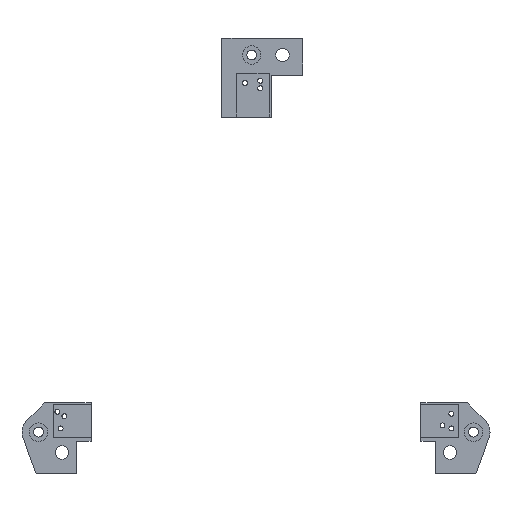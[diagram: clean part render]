
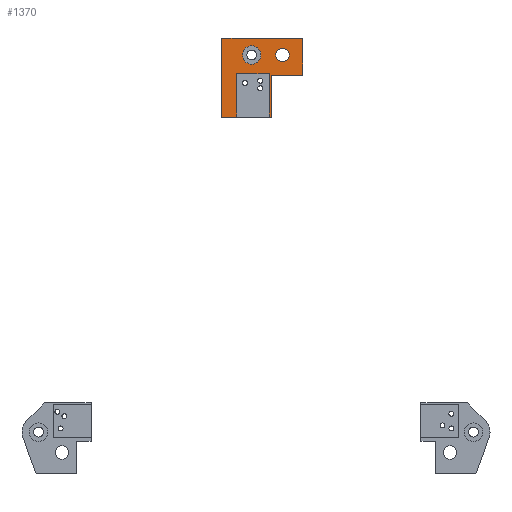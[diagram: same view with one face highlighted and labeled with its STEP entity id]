
A CAD part, top view. The second image highlights one B-rep face of the part: STEP entity #1370.
In plain terms, the highlighted planar face has unit normal (0, 0, 1).
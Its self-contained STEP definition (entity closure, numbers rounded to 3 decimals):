
#106=FACE_BOUND('',#334,.T.);
#107=FACE_BOUND('',#335,.T.);
#154=PLANE('',#1577);
#225=FACE_OUTER_BOUND('',#333,.T.);
#333=EDGE_LOOP('',(#1252,#1253,#1254,#1255,#1256,#1257,#1258,#1259,#1260,
#1261));
#334=EDGE_LOOP('',(#1262));
#335=EDGE_LOOP('',(#1263));
#441=LINE('',#2320,#563);
#444=LINE('',#2325,#566);
#446=LINE('',#2330,#568);
#449=LINE('',#2335,#571);
#452=LINE('',#2346,#574);
#454=LINE('',#2350,#576);
#456=LINE('',#2354,#578);
#458=LINE('',#2358,#580);
#460=LINE('',#2360,#582);
#461=LINE('',#2362,#583);
#563=VECTOR('',#1925,10.);
#566=VECTOR('',#1930,10.);
#568=VECTOR('',#1934,10.);
#571=VECTOR('',#1939,10.);
#574=VECTOR('',#1952,10.);
#576=VECTOR('',#1956,10.);
#578=VECTOR('',#1960,10.);
#580=VECTOR('',#1964,10.);
#582=VECTOR('',#1966,10.);
#583=VECTOR('',#1969,10.);
#632=CIRCLE('',#1569,7.5);
#633=CIRCLE('',#1571,5.5);
#738=VERTEX_POINT('',#2317);
#739=VERTEX_POINT('',#2319);
#740=VERTEX_POINT('',#2323);
#741=VERTEX_POINT('',#2327);
#742=VERTEX_POINT('',#2329);
#743=VERTEX_POINT('',#2333);
#744=VERTEX_POINT('',#2337);
#745=VERTEX_POINT('',#2341);
#746=VERTEX_POINT('',#2345);
#747=VERTEX_POINT('',#2349);
#748=VERTEX_POINT('',#2353);
#749=VERTEX_POINT('',#2357);
#899=EDGE_CURVE('',#739,#738,#441,.T.);
#902=EDGE_CURVE('',#738,#740,#444,.T.);
#904=EDGE_CURVE('',#742,#741,#446,.T.);
#907=EDGE_CURVE('',#741,#743,#449,.T.);
#908=EDGE_CURVE('',#744,#744,#632,.T.);
#910=EDGE_CURVE('',#745,#745,#633,.T.);
#912=EDGE_CURVE('',#746,#739,#452,.T.);
#914=EDGE_CURVE('',#747,#746,#454,.T.);
#916=EDGE_CURVE('',#748,#747,#456,.T.);
#918=EDGE_CURVE('',#749,#748,#458,.T.);
#920=EDGE_CURVE('',#740,#742,#460,.T.);
#921=EDGE_CURVE('',#743,#749,#461,.T.);
#1252=ORIENTED_EDGE('',*,*,#907,.T.);
#1253=ORIENTED_EDGE('',*,*,#921,.T.);
#1254=ORIENTED_EDGE('',*,*,#918,.T.);
#1255=ORIENTED_EDGE('',*,*,#916,.T.);
#1256=ORIENTED_EDGE('',*,*,#914,.T.);
#1257=ORIENTED_EDGE('',*,*,#912,.T.);
#1258=ORIENTED_EDGE('',*,*,#899,.T.);
#1259=ORIENTED_EDGE('',*,*,#902,.T.);
#1260=ORIENTED_EDGE('',*,*,#920,.T.);
#1261=ORIENTED_EDGE('',*,*,#904,.T.);
#1262=ORIENTED_EDGE('',*,*,#908,.T.);
#1263=ORIENTED_EDGE('',*,*,#910,.T.);
#1370=ADVANCED_FACE('',(#225,#106,#107),#154,.T.);
#1569=AXIS2_PLACEMENT_3D('',#2338,#1942,#1943);
#1571=AXIS2_PLACEMENT_3D('',#2342,#1947,#1948);
#1577=AXIS2_PLACEMENT_3D('',#2363,#1970,#1971);
#1925=DIRECTION('',(-1.,0.,0.));
#1930=DIRECTION('',(0.,-1.,0.));
#1934=DIRECTION('',(0.,1.,0.));
#1939=DIRECTION('',(1.,0.,0.));
#1942=DIRECTION('center_axis',(0.,0.,-1.));
#1943=DIRECTION('ref_axis',(-1.,0.,0.));
#1947=DIRECTION('center_axis',(0.,0.,-1.));
#1948=DIRECTION('ref_axis',(-1.,0.,0.));
#1952=DIRECTION('',(0.,1.,0.));
#1956=DIRECTION('',(1.,0.,0.));
#1960=DIRECTION('',(0.,1.,0.));
#1964=DIRECTION('',(1.,0.,0.));
#1966=DIRECTION('',(1.,0.,0.));
#1969=DIRECTION('',(0.,-1.,0.));
#1970=DIRECTION('center_axis',(0.,0.,1.));
#1971=DIRECTION('ref_axis',(-1.,0.,0.));
#2317=CARTESIAN_POINT('',(-206.75,353.,219.5));
#2319=CARTESIAN_POINT('',(-141.,353.,219.5));
#2320=CARTESIAN_POINT('',(-141.,353.,219.5));
#2323=CARTESIAN_POINT('',(-206.75,289.,219.5));
#2325=CARTESIAN_POINT('',(-206.75,289.,219.5));
#2327=CARTESIAN_POINT('',(-194.75,324.25,219.5));
#2329=CARTESIAN_POINT('',(-194.75,289.,219.5));
#2330=CARTESIAN_POINT('',(-194.75,324.25,219.5));
#2333=CARTESIAN_POINT('',(-168.25,324.25,219.5));
#2335=CARTESIAN_POINT('',(-194.75,324.25,219.5));
#2337=CARTESIAN_POINT('',(-175.,339.5,219.5));
#2338=CARTESIAN_POINT('Origin',(-182.5,339.5,219.5));
#2341=CARTESIAN_POINT('',(-152.,339.5,219.5));
#2342=CARTESIAN_POINT('Origin',(-157.5,339.5,219.5));
#2345=CARTESIAN_POINT('',(-141.,323.,219.5));
#2346=CARTESIAN_POINT('',(-141.,339.,219.5));
#2349=CARTESIAN_POINT('',(-166.75,323.,219.5));
#2350=CARTESIAN_POINT('',(-141.,323.,219.5));
#2353=CARTESIAN_POINT('',(-166.75,289.,219.5));
#2354=CARTESIAN_POINT('',(-166.75,289.,219.5));
#2357=CARTESIAN_POINT('',(-168.25,289.,219.5));
#2358=CARTESIAN_POINT('',(-166.75,289.,219.5));
#2360=CARTESIAN_POINT('',(-166.75,289.,219.5));
#2362=CARTESIAN_POINT('',(-168.25,324.25,219.5));
#2363=CARTESIAN_POINT('Origin',(-173.875,321.,219.5));
